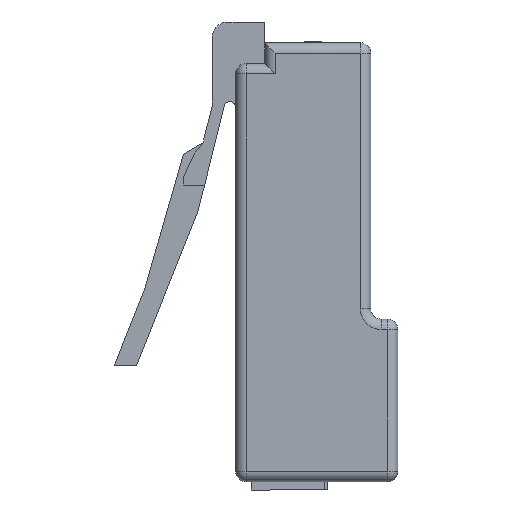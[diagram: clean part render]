
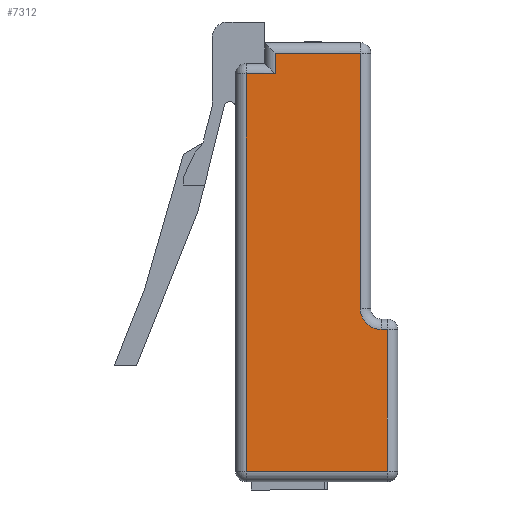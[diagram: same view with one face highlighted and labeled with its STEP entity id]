
A CAD part, left-side view. The second image highlights one B-rep face of the part: STEP entity #7312.
In plain terms, the highlighted planar face has unit normal (-1, 0, 0).
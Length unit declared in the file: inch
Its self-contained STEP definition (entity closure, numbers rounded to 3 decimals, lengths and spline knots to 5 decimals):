
#107 = CARTESIAN_POINT ( 'NONE',  ( -0.23, 0.13, 0.293 ) ) ;
#214 = DIRECTION ( 'NONE',  ( 0., 0., -1. ) ) ;
#296 = DIRECTION ( 'NONE',  ( 0., 0., -1. ) ) ;
#349 = VERTEX_POINT ( 'NONE', #3056 ) ;
#365 = AXIS2_PLACEMENT_3D ( 'NONE', #9167, #4718, #214 ) ;
#610 = EDGE_CURVE ( 'NONE', #4607, #3549, #3965, .T. ) ;
#703 = CIRCLE ( 'NONE', #365, 0.04 ) ;
#710 = ORIENTED_EDGE ( 'NONE', *, *, #610, .T. ) ;
#1091 = EDGE_CURVE ( 'NONE', #3549, #9250, #5914, .T. ) ;
#1123 = VECTOR ( 'NONE', #8402, 39.37008 ) ;
#1362 = LINE ( 'NONE', #4713, #1123 ) ;
#1485 = CARTESIAN_POINT ( 'NONE',  ( -0.23, -0.162, 0.02 ) ) ;
#1598 = EDGE_CURVE ( 'NONE', #3743, #6107, #7887, .T. ) ;
#1681 = EDGE_CURVE ( 'NONE', #8095, #2127, #7172, .T. ) ;
#1843 = DIRECTION ( 'NONE',  ( 0., 1., 0. ) ) ;
#1892 = AXIS2_PLACEMENT_3D ( 'NONE', #6249, #4806, #296 ) ;
#1937 = VECTOR ( 'NONE', #8086, 39.37008 ) ;
#1942 = VECTOR ( 'NONE', #1843, 39.37008 ) ;
#1998 = CARTESIAN_POINT ( 'NONE',  ( -0.23, -0.162, 0.293 ) ) ;
#2127 = VERTEX_POINT ( 'NONE', #5095 ) ;
#2814 = EDGE_CURVE ( 'NONE', #6107, #4607, #5132, .T. ) ;
#2934 = CARTESIAN_POINT ( 'NONE',  ( -0.23, 0.11, 0.785 ) ) ;
#3056 = CARTESIAN_POINT ( 'NONE',  ( -0.23, -0.11, 0.333 ) ) ;
#3151 = VECTOR ( 'NONE', #9636, 39.37008 ) ;
#3425 = CARTESIAN_POINT ( 'NONE',  ( -0.23, 0.13, 0.785 ) ) ;
#3427 = ORIENTED_EDGE ( 'NONE', *, *, #1091, .T. ) ;
#3543 = DIRECTION ( 'NONE',  ( 0., -1., 0. ) ) ;
#3549 = VERTEX_POINT ( 'NONE', #2934 ) ;
#3583 = CARTESIAN_POINT ( 'NONE',  ( -0.23, 0.13, 0.02 ) ) ;
#3609 = CARTESIAN_POINT ( 'NONE',  ( -0.23, 0.074, 0.825 ) ) ;
#3743 = VERTEX_POINT ( 'NONE', #6264 ) ;
#3957 = VECTOR ( 'NONE', #5913, 39.37008 ) ;
#3965 = LINE ( 'NONE', #3425, #1942 ) ;
#4066 = PLANE ( 'NONE',  #1892 ) ;
#4229 = VERTEX_POINT ( 'NONE', #1485 ) ;
#4248 = CARTESIAN_POINT ( 'NONE',  ( -0.23, 0.11, 0.845 ) ) ;
#4348 = ORIENTED_EDGE ( 'NONE', *, *, #6790, .F. ) ;
#4607 = VERTEX_POINT ( 'NONE', #6947 ) ;
#4713 = CARTESIAN_POINT ( 'NONE',  ( -0.23, -0.162, 0.845 ) ) ;
#4718 = DIRECTION ( 'NONE',  ( -1., 0., 0. ) ) ;
#4802 = DIRECTION ( 'NONE',  ( 0., 1., 0. ) ) ;
#4806 = DIRECTION ( 'NONE',  ( 1., 0., 0. ) ) ;
#4965 = LINE ( 'NONE', #3583, #8706 ) ;
#5095 = CARTESIAN_POINT ( 'NONE',  ( -0.23, -0.15, 0.293 ) ) ;
#5132 = LINE ( 'NONE', #9021, #3151 ) ;
#5213 = ORIENTED_EDGE ( 'NONE', *, *, #7249, .T. ) ;
#5386 = ORIENTED_EDGE ( 'NONE', *, *, #8693, .T. ) ;
#5827 = EDGE_CURVE ( 'NONE', #9250, #4229, #4965, .T. ) ;
#5838 = CARTESIAN_POINT ( 'NONE',  ( -0.23, -0.11, 0.845 ) ) ;
#5909 = VECTOR ( 'NONE', #7478, 39.37008 ) ;
#5913 = DIRECTION ( 'NONE',  ( 0., 0., -1. ) ) ;
#5914 = LINE ( 'NONE', #4248, #3957 ) ;
#5918 = LINE ( 'NONE', #5838, #1937 ) ;
#6107 = VERTEX_POINT ( 'NONE', #7110 ) ;
#6249 = CARTESIAN_POINT ( 'NONE',  ( -0.23, 0.13, 0.845 ) ) ;
#6264 = CARTESIAN_POINT ( 'NONE',  ( -0.23, -0.11, 0.825 ) ) ;
#6790 = EDGE_CURVE ( 'NONE', #349, #2127, #703, .T. ) ;
#6900 = ORIENTED_EDGE ( 'NONE', *, *, #1598, .T. ) ;
#6947 = CARTESIAN_POINT ( 'NONE',  ( -0.23, 0.054, 0.785 ) ) ;
#7110 = CARTESIAN_POINT ( 'NONE',  ( -0.23, 0.054, 0.825 ) ) ;
#7122 = ORIENTED_EDGE ( 'NONE', *, *, #2814, .T. ) ;
#7172 = LINE ( 'NONE', #107, #7636 ) ;
#7249 = EDGE_CURVE ( 'NONE', #4229, #8095, #1362, .T. ) ;
#7312 = ADVANCED_FACE ( 'NONE', ( #8611 ), #4066, .F. ) ;
#7473 = ORIENTED_EDGE ( 'NONE', *, *, #5827, .T. ) ;
#7478 = DIRECTION ( 'NONE',  ( 0., 1., 0. ) ) ;
#7636 = VECTOR ( 'NONE', #4802, 39.37008 ) ;
#7887 = LINE ( 'NONE', #3609, #5909 ) ;
#8086 = DIRECTION ( 'NONE',  ( 0., 0., 1. ) ) ;
#8095 = VERTEX_POINT ( 'NONE', #1998 ) ;
#8402 = DIRECTION ( 'NONE',  ( 0., 0., 1. ) ) ;
#8611 = FACE_OUTER_BOUND ( 'NONE', #8679, .T. ) ;
#8679 = EDGE_LOOP ( 'NONE', ( #6900, #7122, #710, #3427, #7473, #5213, #9262, #4348, #5386 ) ) ;
#8693 = EDGE_CURVE ( 'NONE', #349, #3743, #5918, .T. ) ;
#8706 = VECTOR ( 'NONE', #3543, 39.37008 ) ;
#9021 = CARTESIAN_POINT ( 'NONE',  ( -0.23, 0.054, 0.845 ) ) ;
#9167 = CARTESIAN_POINT ( 'NONE',  ( -0.23, -0.15, 0.333 ) ) ;
#9250 = VERTEX_POINT ( 'NONE', #9359 ) ;
#9262 = ORIENTED_EDGE ( 'NONE', *, *, #1681, .T. ) ;
#9359 = CARTESIAN_POINT ( 'NONE',  ( -0.23, 0.11, 0.02 ) ) ;
#9636 = DIRECTION ( 'NONE',  ( 0., 0., -1. ) ) ;
